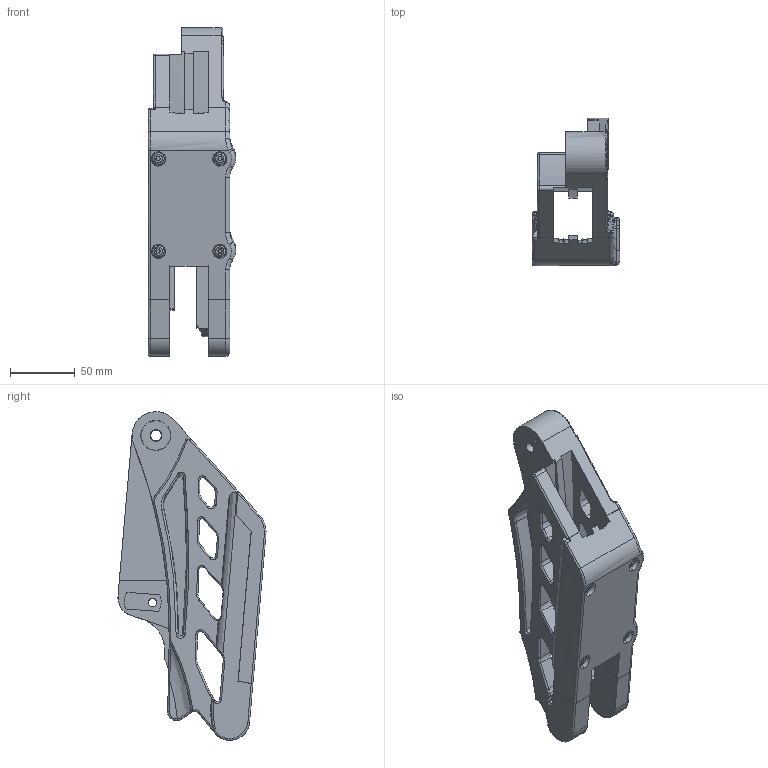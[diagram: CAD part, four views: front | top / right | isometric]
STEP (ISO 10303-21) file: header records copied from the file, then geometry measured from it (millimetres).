
FILE_DESCRIPTION(('FreeCAD Model'),'2;1');
FILE_NAME('Open CASCADE Shape Model','2025-05-04T05:11:38',('FreeCAD'),( 'FreeCAD'),'Open CASCADE STEP processor 7.6','FreeCAD','Unknown');
FILE_SCHEMA(('AUTOMOTIVE_DESIGN { 1 0 10303 214 1 1 1 1 }'));
Products named in the file (1): Open CASCADE STEP translator 7.6 1
Bounding box: 67.46 x 114.38 x 253.91 mm (x, y, z)
Volume: 528865.8 mm3; surface area: 116928.1 mm2
Topology: 1 solids, 2 shells, 873 faces, 2255 edges, 1415 vertices
Faces by surface type: bspline 873
Entity records: 33959 total; most frequent: CARTESIAN_POINT 21116, ORIENTED_EDGE 4504, EDGE_CURVE 2254, B_SPLINE_CURVE_WITH_KNOTS 1512, VERTEX_POINT 1415, FACE_BOUND 927, EDGE_LOOP 927, ADVANCED_FACE 873
